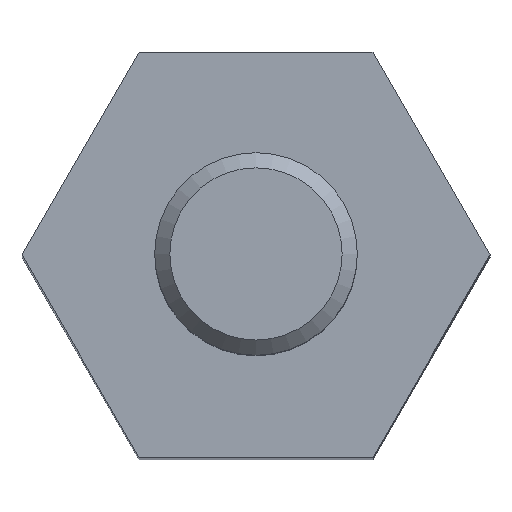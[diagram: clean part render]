
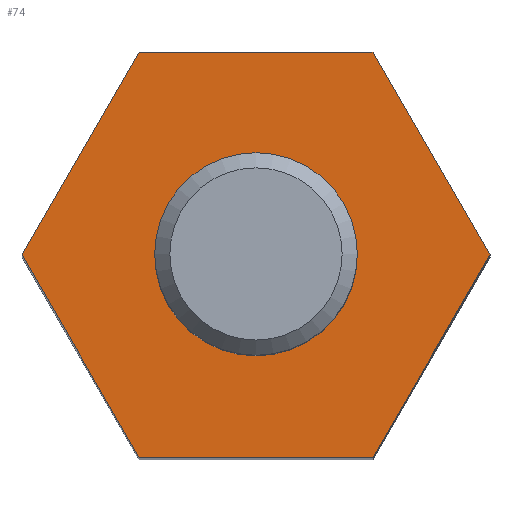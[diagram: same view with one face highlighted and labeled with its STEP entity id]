
A CAD part, top view. The second image highlights one B-rep face of the part: STEP entity #74.
In plain terms, the highlighted planar face has unit normal (0, 0, 1).
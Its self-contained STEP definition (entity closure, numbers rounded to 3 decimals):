
#74 = ADVANCED_FACE( '', ( #161, #162 ), #163, .T. );
#161 = FACE_BOUND( '', #259, .T. );
#162 = FACE_OUTER_BOUND( '', #260, .T. );
#163 = PLANE( '', #261 );
#259 = EDGE_LOOP( '', ( #398 ) );
#260 = EDGE_LOOP( '', ( #399, #400, #401, #402, #403, #404 ) );
#261 = AXIS2_PLACEMENT_3D( '', #405, #406, #407 );
#398 = ORIENTED_EDGE( '', *, *, #542, .T. );
#399 = ORIENTED_EDGE( '', *, *, #531, .T. );
#400 = ORIENTED_EDGE( '', *, *, #519, .T. );
#401 = ORIENTED_EDGE( '', *, *, #543, .T. );
#402 = ORIENTED_EDGE( '', *, *, #537, .T. );
#403 = ORIENTED_EDGE( '', *, *, #544, .T. );
#404 = ORIENTED_EDGE( '', *, *, #545, .T. );
#405 = CARTESIAN_POINT( '', ( 0., 0., 0. ) );
#406 = DIRECTION( '', ( 0., 0., 1. ) );
#407 = DIRECTION( '', ( 1., 0., 0. ) );
#519 = EDGE_CURVE( '', #596, #601, #603, .T. );
#531 = EDGE_CURVE( '', #617, #596, #620, .T. );
#537 = EDGE_CURVE( '', #624, #627, #629, .T. );
#542 = EDGE_CURVE( '', #636, #636, #637, .F. );
#543 = EDGE_CURVE( '', #601, #624, #638, .T. );
#544 = EDGE_CURVE( '', #627, #639, #640, .T. );
#545 = EDGE_CURVE( '', #639, #617, #641, .T. );
#596 = VERTEX_POINT( '', #698 );
#601 = VERTEX_POINT( '', #706 );
#603 = LINE( '', #709, #710 );
#617 = VERTEX_POINT( '', #726 );
#620 = LINE( '', #731, #732 );
#624 = VERTEX_POINT( '', #736 );
#627 = VERTEX_POINT( '', #741 );
#629 = LINE( '', #744, #745 );
#636 = VERTEX_POINT( '', #752 );
#637 = CIRCLE( '', #753, 1.85 );
#638 = LINE( '', #754, #755 );
#639 = VERTEX_POINT( '', #756 );
#640 = LINE( '', #757, #758 );
#641 = LINE( '', #759, #760 );
#698 = CARTESIAN_POINT( '', ( 2.309, -4., 0. ) );
#706 = CARTESIAN_POINT( '', ( 4.619, 0., 0. ) );
#709 = CARTESIAN_POINT( '', ( 2.309, -4., 0. ) );
#710 = VECTOR( '', #821, 1000. );
#726 = CARTESIAN_POINT( '', ( -2.309, -4., 0. ) );
#731 = CARTESIAN_POINT( '', ( -2.309, -4., 0. ) );
#732 = VECTOR( '', #835, 1000. );
#736 = CARTESIAN_POINT( '', ( 2.309, 4., 0. ) );
#741 = CARTESIAN_POINT( '', ( -2.309, 4., 0. ) );
#744 = CARTESIAN_POINT( '', ( 2.309, 4., 0. ) );
#745 = VECTOR( '', #839, 1000. );
#752 = CARTESIAN_POINT( '', ( 1.85, 0., 0. ) );
#753 = AXIS2_PLACEMENT_3D( '', #846, #847, #848 );
#754 = CARTESIAN_POINT( '', ( 4.619, 0., 0. ) );
#755 = VECTOR( '', #849, 1000. );
#756 = CARTESIAN_POINT( '', ( -4.619, 0., 0. ) );
#757 = CARTESIAN_POINT( '', ( -2.309, 4., 0. ) );
#758 = VECTOR( '', #850, 1000. );
#759 = CARTESIAN_POINT( '', ( -4.619, 0., 0. ) );
#760 = VECTOR( '', #851, 1000. );
#821 = DIRECTION( '', ( 0.5, 0.866, 0. ) );
#835 = DIRECTION( '', ( 1., 0., 0. ) );
#839 = DIRECTION( '', ( -1., 0., 0. ) );
#846 = CARTESIAN_POINT( '', ( 0., 0., 0. ) );
#847 = DIRECTION( '', ( 0., 0., 1. ) );
#848 = DIRECTION( '', ( 1., 0., 0. ) );
#849 = DIRECTION( '', ( -0.5, 0.866, 0. ) );
#850 = DIRECTION( '', ( -0.5, -0.866, 0. ) );
#851 = DIRECTION( '', ( 0.5, -0.866, 0. ) );
